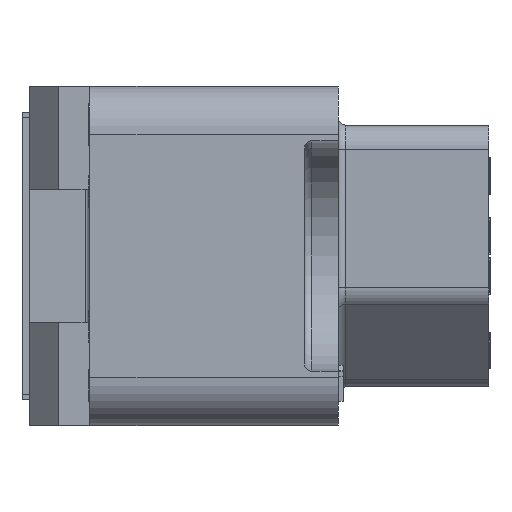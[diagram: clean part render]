
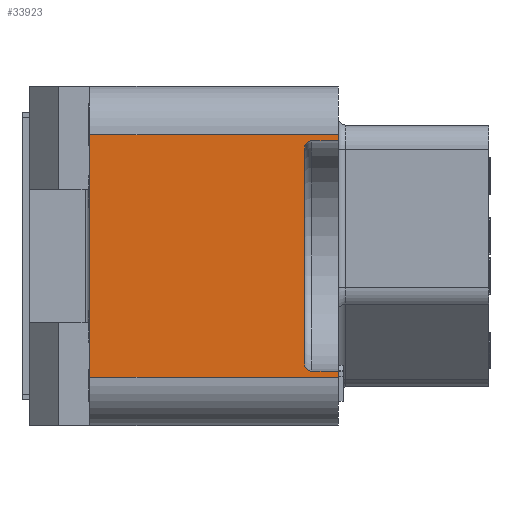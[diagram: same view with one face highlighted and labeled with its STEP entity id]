
A CAD part, left-side view. The second image highlights one B-rep face of the part: STEP entity #33923.
In plain terms, the highlighted planar face has unit normal (-1, 0, 0).
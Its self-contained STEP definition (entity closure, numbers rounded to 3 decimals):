
#859=DIRECTION('',(0.,0.,-1.));
#860=VECTOR('',#859,10.);
#861=CARTESIAN_POINT('',(-40.,10.25,5.));
#862=LINE('',#861,#860);
#1400=DIRECTION('',(0.,-1.,0.));
#1401=VECTOR('',#1400,10.25);
#1402=CARTESIAN_POINT('',(-40.,10.25,5.));
#1403=LINE('',#1402,#1401);
#1756=DIRECTION('',(0.,1.,0.));
#1757=VECTOR('',#1756,10.25);
#1758=CARTESIAN_POINT('',(-40.,0.,-5.));
#1759=LINE('',#1758,#1757);
#1765=DIRECTION('',(0.,0.,1.));
#1766=VECTOR('',#1765,8.9);
#1767=CARTESIAN_POINT('',(-40.,1.4,-4.45));
#1768=LINE('',#1767,#1766);
#1769=DIRECTION('',(0.,1.,0.));
#1770=VECTOR('',#1769,1.1);
#1771=CARTESIAN_POINT('',(-40.,0.,-4.75));
#1772=LINE('',#1771,#1770);
#1773=DIRECTION('',(0.,0.,-1.));
#1774=VECTOR('',#1773,0.25);
#1775=CARTESIAN_POINT('',(-40.,0.,-4.75));
#1776=LINE('',#1775,#1774);
#1777=DIRECTION('',(0.,0.,-1.));
#1778=VECTOR('',#1777,0.25);
#1779=CARTESIAN_POINT('',(-40.,0.,5.));
#1780=LINE('',#1779,#1778);
#1781=DIRECTION('',(0.,1.,0.));
#1782=VECTOR('',#1781,1.1);
#1783=CARTESIAN_POINT('',(-40.,0.,4.75));
#1784=LINE('',#1783,#1782);
#1808=CARTESIAN_POINT('',(-40.,1.1,-4.45));
#1809=DIRECTION('',(1.,0.,0.));
#1810=DIRECTION('',(0.,0.,-1.));
#1811=AXIS2_PLACEMENT_3D('',#1808,#1809,#1810);
#1832=CARTESIAN_POINT('',(-40.,1.1,4.45));
#1833=DIRECTION('',(1.,0.,0.));
#1834=DIRECTION('',(0.,1.,0.));
#1835=AXIS2_PLACEMENT_3D('',#1832,#1833,#1834);
#24999=CARTESIAN_POINT('',(-40.,0.,5.));
#25000=VERTEX_POINT('',#24999);
#25001=CARTESIAN_POINT('',(-40.,10.25,5.));
#25002=VERTEX_POINT('',#25001);
#25007=CARTESIAN_POINT('',(-40.,10.25,-5.));
#25008=VERTEX_POINT('',#25007);
#25009=CARTESIAN_POINT('',(-40.,0.,-5.));
#25010=VERTEX_POINT('',#25009);
#25019=CARTESIAN_POINT('',(-40.,0.,-4.75));
#25021=VERTEX_POINT('',#25019);
#25025=CARTESIAN_POINT('',(-40.,0.,4.75));
#25026=VERTEX_POINT('',#25025);
#25236=CARTESIAN_POINT('',(-40.,1.4,-4.45));
#25238=VERTEX_POINT('',#25236);
#25240=CARTESIAN_POINT('',(-40.,1.1,-4.75));
#25242=VERTEX_POINT('',#25240);
#25247=CARTESIAN_POINT('',(-40.,1.4,4.45));
#25248=VERTEX_POINT('',#25247);
#25249=CARTESIAN_POINT('',(-40.,1.1,4.75));
#25250=VERTEX_POINT('',#25249);
#33901=CARTESIAN_POINT('',(-40.,0.,7.));
#33902=DIRECTION('',(-1.,0.,0.));
#33903=DIRECTION('',(0.,1.,0.));
#33904=AXIS2_PLACEMENT_3D('',#33901,#33902,#33903);
#33905=PLANE('',#33904);
#33907=ORIENTED_EDGE('',*,*,#33906,.F.);
#33909=ORIENTED_EDGE('',*,*,#33908,.F.);
#33911=ORIENTED_EDGE('',*,*,#33910,.F.);
#33912=ORIENTED_EDGE('',*,*,#33413,.T.);
#33913=ORIENTED_EDGE('',*,*,#33895,.T.);
#33914=ORIENTED_EDGE('',*,*,#33086,.F.);
#33915=ORIENTED_EDGE('',*,*,#33390,.T.);
#33916=ORIENTED_EDGE('',*,*,#33421,.T.);
#33918=ORIENTED_EDGE('',*,*,#33917,.T.);
#33920=ORIENTED_EDGE('',*,*,#33919,.F.);
#33921=EDGE_LOOP('',(#33907,#33909,#33911,#33912,#33913,#33914,#33915,#33916,
#33918,#33920));
#33922=FACE_OUTER_BOUND('',#33921,.F.);
#33923=ADVANCED_FACE('',(#33922),#33905,.T.);
#1812=CIRCLE('',#1811,0.3);
#1836=CIRCLE('',#1835,0.3);
#33086=EDGE_CURVE('',#25002,#25008,#862,.T.);
#33390=EDGE_CURVE('',#25002,#25000,#1403,.T.);
#33413=EDGE_CURVE('',#25021,#25010,#1776,.T.);
#33421=EDGE_CURVE('',#25000,#25026,#1780,.T.);
#33895=EDGE_CURVE('',#25010,#25008,#1759,.T.);
#33906=EDGE_CURVE('',#25238,#25248,#1768,.T.);
#33908=EDGE_CURVE('',#25242,#25238,#1812,.T.);
#33910=EDGE_CURVE('',#25021,#25242,#1772,.T.);
#33917=EDGE_CURVE('',#25026,#25250,#1784,.T.);
#33919=EDGE_CURVE('',#25248,#25250,#1836,.T.);
